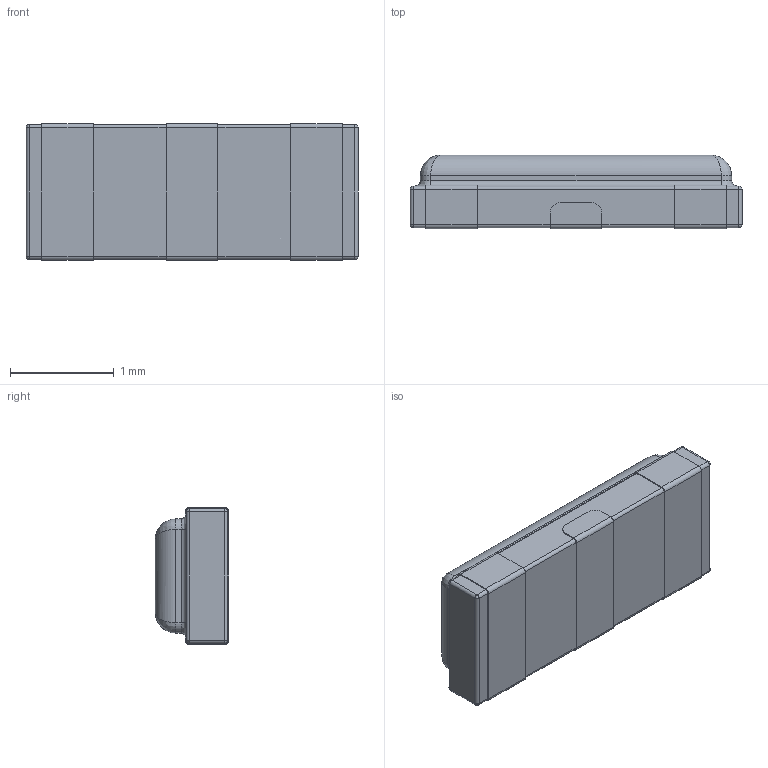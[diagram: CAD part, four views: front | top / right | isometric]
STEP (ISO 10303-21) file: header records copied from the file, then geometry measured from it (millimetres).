
FILE_DESCRIPTION (( 'STEP AP214' ), '1' );
FILE_NAME ('9F67FC7B-A34A-4353-938A-DCCE8BB9DA55.STEP', '2022-12-18T20:19:29', ( '' ), ( '' ), 'SwSTEP 2.0', 'SolidWorks 2022', '' );
FILE_SCHEMA (( 'AUTOMOTIVE_DESIGN' ));
Length unit declared in the file: millimetre
Products named in the file (1): 9F67FC7B-A34A-4353-938A-DCCE8BB9DA55
Bounding box: 3.2 x 0.71 x 1.32 mm (x, y, z)
Volume: 2.6 mm3; surface area: 13.4 mm2
Topology: 1 solids, 1 shells, 106 faces, 280 edges, 164 vertices
Faces by surface type: cylinder 48, plane 42, bspline 16
Entity records: 4158 total; most frequent: CARTESIAN_POINT 943, ORIENTED_EDGE 536, DIRECTION 530, EDGE_CURVE 268, AXIS2_PLACEMENT_3D 187, VERTEX_POINT 164, LINE 156, VECTOR 156
